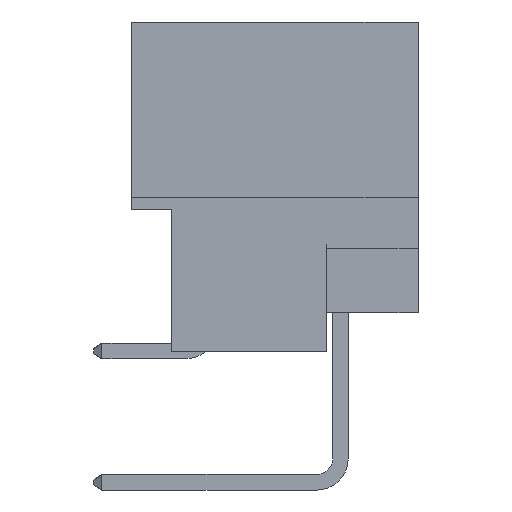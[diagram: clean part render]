
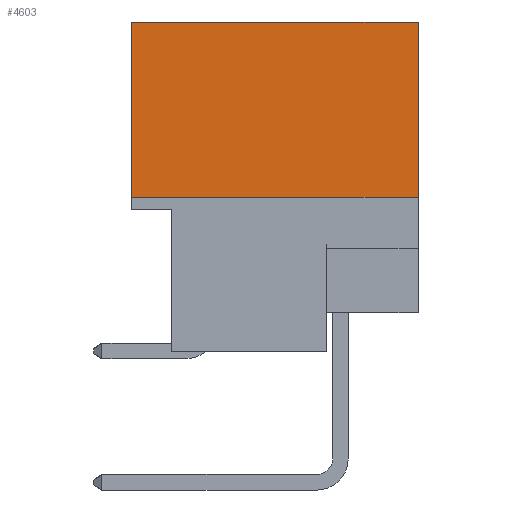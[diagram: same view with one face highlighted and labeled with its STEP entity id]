
A CAD part, left-side view. The second image highlights one B-rep face of the part: STEP entity #4603.
In plain terms, the highlighted planar face has unit normal (-1, 0, 0).
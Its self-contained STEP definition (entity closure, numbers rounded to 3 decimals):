
#4603=ADVANCED_FACE('',(#9333),#9334,.T.);
#9333=FACE_OUTER_BOUND('',#14054,.T.);
#9334=PLANE('',#14055);
#14054=EDGE_LOOP('',(#27766,#27767,#27768,#27769));
#14055=AXIS2_PLACEMENT_3D('',#27770,#27771,#27772);
#27766=ORIENTED_EDGE('',*,*,#33036,.T.);
#27767=ORIENTED_EDGE('',*,*,#33091,.F.);
#27768=ORIENTED_EDGE('',*,*,#33052,.F.);
#27769=ORIENTED_EDGE('',*,*,#33102,.T.);
#27770=CARTESIAN_POINT('',(-43.75,5.55,-3.387));
#27771=DIRECTION('',(-1.0,-0.0,0.0));
#27772=DIRECTION('',(0.0,0.,-1.0));
#33036=EDGE_CURVE('',#40748,#40746,#40749,.T.);
#33052=EDGE_CURVE('',#40770,#40772,#40773,.T.);
#33091=EDGE_CURVE('',#40772,#40746,#40830,.T.);
#33102=EDGE_CURVE('',#40770,#40748,#40841,.T.);
#40746=VERTEX_POINT('',#51969);
#40748=VERTEX_POINT('',#51972);
#40749=LINE('',#51973,#51974);
#40770=VERTEX_POINT('',#52005);
#40772=VERTEX_POINT('',#52008);
#40773=LINE('',#52009,#52010);
#40830=LINE('',#52095,#52096);
#40841=LINE('',#52111,#52112);
#51969=CARTESIAN_POINT('',(-43.75,-5.55,0.));
#51972=CARTESIAN_POINT('',(-43.75,-5.55,-6.775));
#51973=CARTESIAN_POINT('',(-43.75,-5.55,-6.775));
#51974=VECTOR('',#56415,1.0);
#52005=CARTESIAN_POINT('',(-43.75,5.55,-6.775));
#52008=CARTESIAN_POINT('',(-43.75,5.55,0.));
#52009=CARTESIAN_POINT('',(-43.75,5.55,-6.775));
#52010=VECTOR('',#56427,1.0);
#52095=CARTESIAN_POINT('',(-43.75,5.55,0.));
#52096=VECTOR('',#56456,1.0);
#52111=CARTESIAN_POINT('',(-43.75,5.55,-6.775));
#52112=VECTOR('',#56461,1.0);
#56415=DIRECTION('',(0.0,0.,1.0));
#56427=DIRECTION('',(0.0,0.,1.0));
#56456=DIRECTION('',(0.0,-1.0,0.));
#56461=DIRECTION('',(0.0,-1.0,0.));
